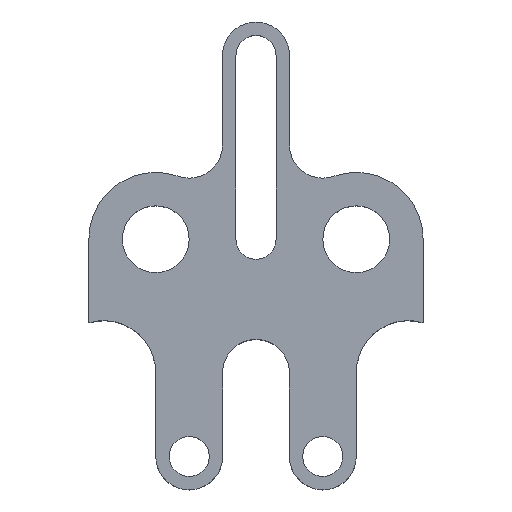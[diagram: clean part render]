
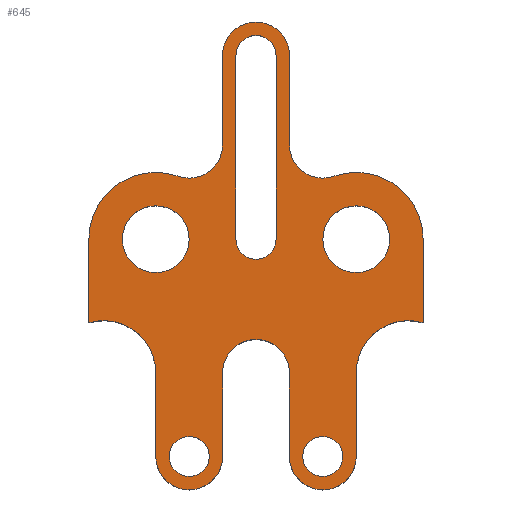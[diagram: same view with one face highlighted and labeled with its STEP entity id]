
A CAD part, top view. The second image highlights one B-rep face of the part: STEP entity #645.
In plain terms, the highlighted planar face has unit normal (0, 0, 1).
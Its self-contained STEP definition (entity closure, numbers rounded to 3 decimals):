
#21=FACE_BOUND('',#108,.T.);
#22=FACE_BOUND('',#109,.T.);
#23=FACE_BOUND('',#110,.T.);
#24=FACE_BOUND('',#111,.T.);
#25=FACE_BOUND('',#112,.T.);
#41=PLANE('',#725);
#71=FACE_OUTER_BOUND('',#107,.T.);
#107=EDGE_LOOP('',(#547,#548,#549,#550,#551,#552,#553,#554,#555,#556,#557,
#558,#559,#560,#561,#562,#563,#564));
#108=EDGE_LOOP('',(#565));
#109=EDGE_LOOP('',(#566));
#110=EDGE_LOOP('',(#567));
#111=EDGE_LOOP('',(#568));
#112=EDGE_LOOP('',(#569,#570,#571,#572));
#131=LINE('',#1031,#181);
#135=LINE('',#1043,#185);
#143=LINE('',#1079,#193);
#147=LINE('',#1091,#197);
#151=LINE('',#1103,#201);
#155=LINE('',#1115,#205);
#160=LINE('',#1133,#210);
#164=LINE('',#1145,#214);
#169=LINE('',#1163,#219);
#173=LINE('',#1175,#223);
#181=VECTOR('',#749,10.);
#185=VECTOR('',#761,10.);
#193=VECTOR('',#801,10.);
#197=VECTOR('',#813,10.);
#201=VECTOR('',#825,10.);
#205=VECTOR('',#837,10.);
#210=VECTOR('',#856,10.);
#214=VECTOR('',#868,10.);
#219=VECTOR('',#887,10.);
#223=VECTOR('',#899,10.);
#230=CIRCLE('',#670,6.);
#232=CIRCLE('',#674,6.);
#233=CIRCLE('',#676,10.);
#235=CIRCLE('',#679,6.);
#237=CIRCLE('',#682,6.);
#239=CIRCLE('',#685,10.);
#242=CIRCLE('',#690,10.);
#244=CIRCLE('',#694,10.);
#246=CIRCLE('',#698,15.625);
#248=CIRCLE('',#702,20.);
#250=CIRCLE('',#705,10.);
#252=CIRCLE('',#709,10.);
#254=CIRCLE('',#713,10.);
#256=CIRCLE('',#716,20.);
#258=CIRCLE('',#720,15.625);
#260=CIRCLE('',#724,10.);
#273=VERTEX_POINT('',#1028);
#274=VERTEX_POINT('',#1030);
#276=VERTEX_POINT('',#1036);
#278=VERTEX_POINT('',#1042);
#279=VERTEX_POINT('',#1049);
#281=VERTEX_POINT('',#1055);
#283=VERTEX_POINT('',#1061);
#285=VERTEX_POINT('',#1067);
#289=VERTEX_POINT('',#1076);
#290=VERTEX_POINT('',#1078);
#292=VERTEX_POINT('',#1084);
#294=VERTEX_POINT('',#1090);
#296=VERTEX_POINT('',#1096);
#298=VERTEX_POINT('',#1102);
#300=VERTEX_POINT('',#1108);
#302=VERTEX_POINT('',#1114);
#304=VERTEX_POINT('',#1120);
#306=VERTEX_POINT('',#1126);
#308=VERTEX_POINT('',#1132);
#310=VERTEX_POINT('',#1138);
#312=VERTEX_POINT('',#1144);
#314=VERTEX_POINT('',#1150);
#316=VERTEX_POINT('',#1156);
#318=VERTEX_POINT('',#1162);
#320=VERTEX_POINT('',#1168);
#322=VERTEX_POINT('',#1174);
#339=EDGE_CURVE('',#274,#273,#131,.T.);
#342=EDGE_CURVE('',#276,#274,#230,.T.);
#345=EDGE_CURVE('',#278,#276,#135,.T.);
#348=EDGE_CURVE('',#273,#278,#232,.T.);
#349=EDGE_CURVE('',#279,#279,#233,.T.);
#352=EDGE_CURVE('',#281,#281,#235,.T.);
#355=EDGE_CURVE('',#283,#283,#237,.T.);
#358=EDGE_CURVE('',#285,#285,#239,.T.);
#363=EDGE_CURVE('',#290,#289,#143,.T.);
#366=EDGE_CURVE('',#292,#290,#242,.T.);
#369=EDGE_CURVE('',#294,#292,#147,.T.);
#372=EDGE_CURVE('',#296,#294,#244,.T.);
#375=EDGE_CURVE('',#298,#296,#151,.T.);
#378=EDGE_CURVE('',#300,#298,#246,.T.);
#381=EDGE_CURVE('',#302,#300,#155,.T.);
#384=EDGE_CURVE('',#304,#302,#248,.T.);
#387=EDGE_CURVE('',#306,#304,#250,.T.);
#390=EDGE_CURVE('',#308,#306,#160,.T.);
#393=EDGE_CURVE('',#310,#308,#252,.T.);
#396=EDGE_CURVE('',#312,#310,#164,.T.);
#399=EDGE_CURVE('',#314,#312,#254,.T.);
#402=EDGE_CURVE('',#316,#314,#256,.T.);
#405=EDGE_CURVE('',#318,#316,#169,.T.);
#408=EDGE_CURVE('',#320,#318,#258,.T.);
#411=EDGE_CURVE('',#322,#320,#173,.T.);
#414=EDGE_CURVE('',#289,#322,#260,.T.);
#547=ORIENTED_EDGE('',*,*,#414,.T.);
#548=ORIENTED_EDGE('',*,*,#411,.T.);
#549=ORIENTED_EDGE('',*,*,#408,.T.);
#550=ORIENTED_EDGE('',*,*,#405,.T.);
#551=ORIENTED_EDGE('',*,*,#402,.T.);
#552=ORIENTED_EDGE('',*,*,#399,.T.);
#553=ORIENTED_EDGE('',*,*,#396,.T.);
#554=ORIENTED_EDGE('',*,*,#393,.T.);
#555=ORIENTED_EDGE('',*,*,#390,.T.);
#556=ORIENTED_EDGE('',*,*,#387,.T.);
#557=ORIENTED_EDGE('',*,*,#384,.T.);
#558=ORIENTED_EDGE('',*,*,#381,.T.);
#559=ORIENTED_EDGE('',*,*,#378,.T.);
#560=ORIENTED_EDGE('',*,*,#375,.T.);
#561=ORIENTED_EDGE('',*,*,#372,.T.);
#562=ORIENTED_EDGE('',*,*,#369,.T.);
#563=ORIENTED_EDGE('',*,*,#366,.T.);
#564=ORIENTED_EDGE('',*,*,#363,.T.);
#565=ORIENTED_EDGE('',*,*,#358,.T.);
#566=ORIENTED_EDGE('',*,*,#355,.T.);
#567=ORIENTED_EDGE('',*,*,#352,.T.);
#568=ORIENTED_EDGE('',*,*,#349,.T.);
#569=ORIENTED_EDGE('',*,*,#348,.T.);
#570=ORIENTED_EDGE('',*,*,#345,.T.);
#571=ORIENTED_EDGE('',*,*,#342,.T.);
#572=ORIENTED_EDGE('',*,*,#339,.T.);
#645=ADVANCED_FACE('',(#71,#21,#22,#23,#24,#25),#41,.T.);
#670=AXIS2_PLACEMENT_3D('',#1037,#755,#756);
#674=AXIS2_PLACEMENT_3D('',#1047,#767,#768);
#676=AXIS2_PLACEMENT_3D('',#1050,#771,#772);
#679=AXIS2_PLACEMENT_3D('',#1056,#778,#779);
#682=AXIS2_PLACEMENT_3D('',#1062,#785,#786);
#685=AXIS2_PLACEMENT_3D('',#1068,#792,#793);
#690=AXIS2_PLACEMENT_3D('',#1085,#807,#808);
#694=AXIS2_PLACEMENT_3D('',#1097,#819,#820);
#698=AXIS2_PLACEMENT_3D('',#1109,#831,#832);
#702=AXIS2_PLACEMENT_3D('',#1121,#843,#844);
#705=AXIS2_PLACEMENT_3D('',#1127,#850,#851);
#709=AXIS2_PLACEMENT_3D('',#1139,#862,#863);
#713=AXIS2_PLACEMENT_3D('',#1151,#874,#875);
#716=AXIS2_PLACEMENT_3D('',#1157,#881,#882);
#720=AXIS2_PLACEMENT_3D('',#1169,#893,#894);
#724=AXIS2_PLACEMENT_3D('',#1179,#905,#906);
#725=AXIS2_PLACEMENT_3D('',#1180,#907,#908);
#749=DIRECTION('',(0.,-1.,0.));
#755=DIRECTION('center_axis',(0.,0.,-1.));
#756=DIRECTION('ref_axis',(1.,0.,0.));
#761=DIRECTION('',(0.,1.,0.));
#767=DIRECTION('center_axis',(0.,0.,-1.));
#768=DIRECTION('ref_axis',(-1.,0.,0.));
#771=DIRECTION('center_axis',(0.,0.,-1.));
#772=DIRECTION('ref_axis',(1.,0.,0.));
#778=DIRECTION('center_axis',(0.,0.,-1.));
#779=DIRECTION('ref_axis',(1.,0.,0.));
#785=DIRECTION('center_axis',(0.,0.,-1.));
#786=DIRECTION('ref_axis',(1.,0.,0.));
#792=DIRECTION('center_axis',(0.,0.,-1.));
#793=DIRECTION('ref_axis',(1.,0.,0.));
#801=DIRECTION('',(0.,-1.,0.));
#807=DIRECTION('center_axis',(0.,0.,-1.));
#808=DIRECTION('ref_axis',(1.,0.,0.));
#813=DIRECTION('',(0.,1.,0.));
#819=DIRECTION('center_axis',(0.,0.,1.));
#820=DIRECTION('ref_axis',(-1.,0.,0.));
#825=DIRECTION('',(0.,-1.,0.));
#831=DIRECTION('center_axis',(0.,0.,-1.));
#832=DIRECTION('ref_axis',(1.,0.,0.));
#837=DIRECTION('',(0.,-1.,0.));
#843=DIRECTION('center_axis',(0.,0.,1.));
#844=DIRECTION('ref_axis',(0.333,0.943,0.));
#850=DIRECTION('center_axis',(0.,0.,-1.));
#851=DIRECTION('ref_axis',(-0.333,-0.943,0.));
#856=DIRECTION('',(0.,-1.,0.));
#862=DIRECTION('center_axis',(0.,0.,1.));
#863=DIRECTION('ref_axis',(1.,0.,0.));
#868=DIRECTION('',(0.,1.,0.));
#874=DIRECTION('center_axis',(0.,0.,-1.));
#875=DIRECTION('ref_axis',(-1.,0.,0.));
#881=DIRECTION('center_axis',(0.,0.,1.));
#882=DIRECTION('ref_axis',(1.,0.,0.));
#887=DIRECTION('',(0.,1.,0.));
#893=DIRECTION('center_axis',(0.,0.,-1.));
#894=DIRECTION('ref_axis',(0.28,0.96,0.));
#899=DIRECTION('',(0.,1.,0.));
#905=DIRECTION('center_axis',(0.,0.,1.));
#906=DIRECTION('ref_axis',(-1.,0.,0.));
#907=DIRECTION('center_axis',(0.,0.,1.));
#908=DIRECTION('ref_axis',(1.,0.,0.));
#1028=CARTESIAN_POINT('',(6.,0.,23.));
#1030=CARTESIAN_POINT('',(6.,55.,23.));
#1031=CARTESIAN_POINT('',(6.,0.,23.));
#1036=CARTESIAN_POINT('',(-6.,55.,23.));
#1037=CARTESIAN_POINT('Origin',(0.,55.,23.));
#1042=CARTESIAN_POINT('',(-6.,0.,23.));
#1043=CARTESIAN_POINT('',(-6.,55.,23.));
#1047=CARTESIAN_POINT('Origin',(0.,0.,23.));
#1049=CARTESIAN_POINT('',(-40.,0.,23.));
#1050=CARTESIAN_POINT('Origin',(-30.,0.,23.));
#1055=CARTESIAN_POINT('',(-26.,-65.,23.));
#1056=CARTESIAN_POINT('Origin',(-20.,-65.,23.));
#1061=CARTESIAN_POINT('',(14.,-65.,23.));
#1062=CARTESIAN_POINT('Origin',(20.,-65.,23.));
#1067=CARTESIAN_POINT('',(20.,0.,23.));
#1068=CARTESIAN_POINT('Origin',(30.,0.,23.));
#1076=CARTESIAN_POINT('',(10.,-65.,23.));
#1078=CARTESIAN_POINT('',(10.,-40.,23.));
#1079=CARTESIAN_POINT('',(10.,-40.,23.));
#1084=CARTESIAN_POINT('',(-10.,-40.,23.));
#1085=CARTESIAN_POINT('Origin',(0.,-40.,23.));
#1090=CARTESIAN_POINT('',(-10.,-65.,23.));
#1091=CARTESIAN_POINT('',(-10.,-65.,23.));
#1096=CARTESIAN_POINT('',(-30.,-65.,23.));
#1097=CARTESIAN_POINT('Origin',(-20.,-65.,23.));
#1102=CARTESIAN_POINT('',(-30.,-40.,23.));
#1103=CARTESIAN_POINT('',(-30.,-65.,23.));
#1108=CARTESIAN_POINT('',(-50.,-25.,23.));
#1109=CARTESIAN_POINT('Origin',(-45.625,-40.,23.));
#1114=CARTESIAN_POINT('',(-50.,0.,23.));
#1115=CARTESIAN_POINT('',(-50.,-65.,23.));
#1120=CARTESIAN_POINT('',(-23.333,18.856,23.));
#1121=CARTESIAN_POINT('Origin',(-30.,0.,23.));
#1126=CARTESIAN_POINT('',(-10.,28.284,23.));
#1127=CARTESIAN_POINT('Origin',(-20.,28.284,23.));
#1132=CARTESIAN_POINT('',(-10.,55.,23.));
#1133=CARTESIAN_POINT('',(-10.,55.,23.));
#1138=CARTESIAN_POINT('',(10.,55.,23.));
#1139=CARTESIAN_POINT('Origin',(0.,55.,23.));
#1144=CARTESIAN_POINT('',(10.,28.284,23.));
#1145=CARTESIAN_POINT('',(10.,28.284,23.));
#1150=CARTESIAN_POINT('',(23.333,18.856,23.));
#1151=CARTESIAN_POINT('Origin',(20.,28.284,23.));
#1156=CARTESIAN_POINT('',(50.,0.,23.));
#1157=CARTESIAN_POINT('Origin',(30.,0.,23.));
#1162=CARTESIAN_POINT('',(50.,-25.,23.));
#1163=CARTESIAN_POINT('',(50.,55.,23.));
#1168=CARTESIAN_POINT('',(30.,-40.,23.));
#1169=CARTESIAN_POINT('Origin',(45.625,-40.,23.));
#1174=CARTESIAN_POINT('',(30.,-65.,23.));
#1175=CARTESIAN_POINT('',(30.,-40.,23.));
#1179=CARTESIAN_POINT('Origin',(20.,-65.,23.));
#1180=CARTESIAN_POINT('Origin',(0.,-5.,23.));
